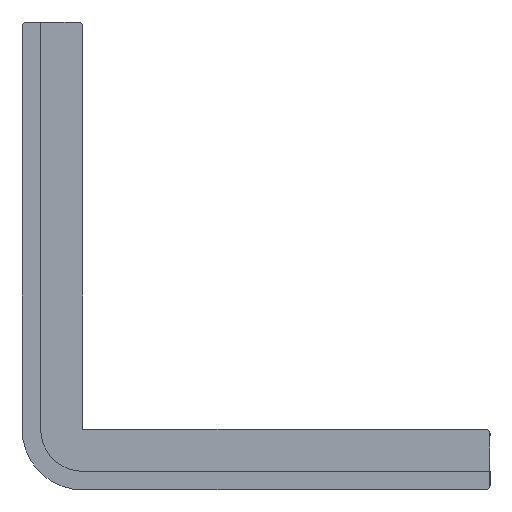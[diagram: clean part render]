
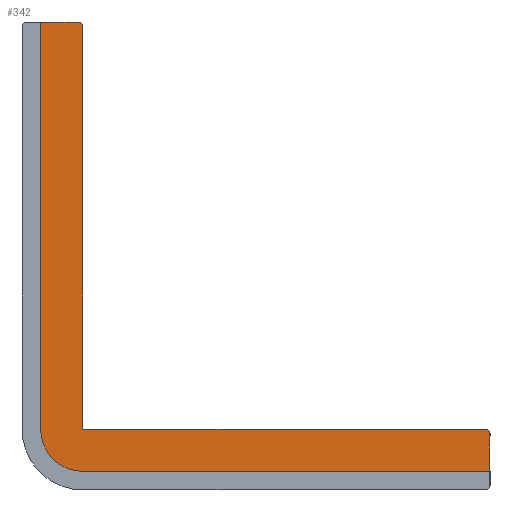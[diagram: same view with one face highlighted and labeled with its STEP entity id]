
A CAD part, front view. The second image highlights one B-rep face of the part: STEP entity #342.
In plain terms, the highlighted planar face has unit normal (0, -1, 0).
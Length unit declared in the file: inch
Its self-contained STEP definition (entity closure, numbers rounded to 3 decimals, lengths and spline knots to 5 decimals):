
#35=CARTESIAN_POINT('',(0.86,-0.43,-0.43));
#36=VERTEX_POINT('',#35);
#43=CARTESIAN_POINT('',(0.87,-0.43,-0.44));
#44=VERTEX_POINT('',#43);
#45=CARTESIAN_POINT('',(0.86,-0.43,-0.44));
#46=DIRECTION('',(0.,-1.,0.));
#47=DIRECTION('',(1.,0.,0.));
#48=AXIS2_PLACEMENT_3D('',#45,#46,#47);
#49=CIRCLE('',#48,0.01);
#50=EDGE_CURVE('',#44,#36,#49,.T.);
#74=CARTESIAN_POINT('',(0.,-0.43,-0.43));
#75=VERTEX_POINT('',#74);
#82=CARTESIAN_POINT('',(0.,-0.43,-0.43));
#83=DIRECTION('',(1.,0.,0.));
#84=VECTOR('',#83,1.);
#85=LINE('',#82,#84);
#86=EDGE_CURVE('',#75,#36,#85,.T.);
#105=CARTESIAN_POINT('',(0.,-0.43,0.43));
#106=VERTEX_POINT('',#105);
#113=CARTESIAN_POINT('',(0.,-0.43,0.43));
#114=DIRECTION('',(0.,0.,-1.));
#115=VECTOR('',#114,1.);
#116=LINE('',#113,#115);
#117=EDGE_CURVE('',#106,#75,#116,.T.);
#137=CARTESIAN_POINT('',(-0.01,-0.43,0.44));
#138=VERTEX_POINT('',#137);
#145=CARTESIAN_POINT('',(-0.01,-0.43,0.43));
#146=DIRECTION('',(0.,-1.,0.));
#147=DIRECTION('',(1.,0.,0.));
#148=AXIS2_PLACEMENT_3D('',#145,#146,#147);
#149=CIRCLE('',#148,0.01);
#150=EDGE_CURVE('',#106,#138,#149,.T.);
#169=CARTESIAN_POINT('',(-0.09,-0.43,0.44));
#170=VERTEX_POINT('',#169);
#177=CARTESIAN_POINT('',(-0.01,-0.43,0.44));
#178=DIRECTION('',(-1.,0.,0.));
#179=VECTOR('',#178,1.);
#180=LINE('',#177,#179);
#181=EDGE_CURVE('',#138,#170,#180,.T.);
#200=CARTESIAN_POINT('',(-0.09,-0.43,-0.43));
#201=VERTEX_POINT('',#200);
#208=CARTESIAN_POINT('',(-0.09,-0.43,0.44));
#209=DIRECTION('',(0.,0.,-1.));
#210=VECTOR('',#209,1.);
#211=LINE('',#208,#210);
#212=EDGE_CURVE('',#170,#201,#211,.T.);
#232=CARTESIAN_POINT('',(0.,-0.43,-0.52));
#233=VERTEX_POINT('',#232);
#240=CARTESIAN_POINT('',(0.,-0.43,-0.43));
#241=DIRECTION('',(0.,-1.,0.));
#242=DIRECTION('',(1.,0.,0.));
#243=AXIS2_PLACEMENT_3D('',#240,#241,#242);
#244=CIRCLE('',#243,0.09);
#245=EDGE_CURVE('',#201,#233,#244,.T.);
#264=CARTESIAN_POINT('',(0.87,-0.43,-0.52));
#265=VERTEX_POINT('',#264);
#272=CARTESIAN_POINT('',(0.,-0.43,-0.52));
#273=DIRECTION('',(1.,0.,0.));
#274=VECTOR('',#273,1.);
#275=LINE('',#272,#274);
#276=EDGE_CURVE('',#233,#265,#275,.T.);
#294=CARTESIAN_POINT('',(0.87,-0.43,-0.52));
#295=DIRECTION('',(0.,0.,1.));
#296=VECTOR('',#295,1.);
#297=LINE('',#294,#296);
#298=EDGE_CURVE('',#265,#44,#297,.T.);
#326=ORIENTED_EDGE('',*,*,#298,.T.);
#327=ORIENTED_EDGE('',*,*,#50,.T.);
#328=ORIENTED_EDGE('',*,*,#86,.F.);
#329=ORIENTED_EDGE('',*,*,#117,.F.);
#330=ORIENTED_EDGE('',*,*,#150,.T.);
#331=ORIENTED_EDGE('',*,*,#181,.T.);
#332=ORIENTED_EDGE('',*,*,#212,.T.);
#333=ORIENTED_EDGE('',*,*,#245,.T.);
#334=ORIENTED_EDGE('',*,*,#276,.T.);
#335=EDGE_LOOP('',(#326,#327,#328,#329,#330,#331,#332,#333,#334));
#336=FACE_OUTER_BOUND('',#335,.T.);
#337=CARTESIAN_POINT('',(0.87,-0.43,-0.49501));
#338=DIRECTION('',(0.,-1.,0.));
#339=DIRECTION('',(1.,0.,0.));
#340=AXIS2_PLACEMENT_3D('',#337,#338,#339);
#341=PLANE('',#340);
#342=ADVANCED_FACE('',(#336),#341,.T.);
